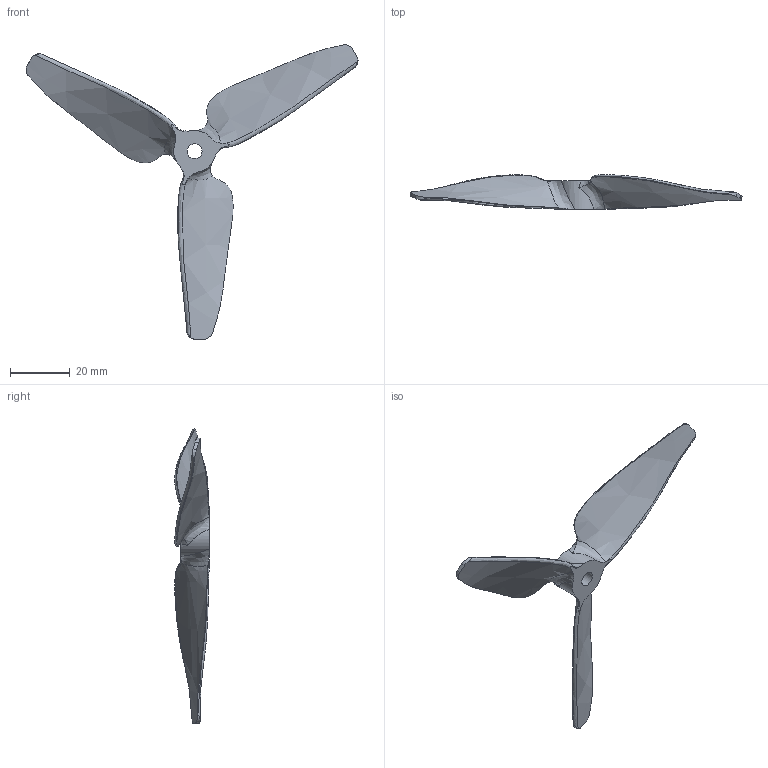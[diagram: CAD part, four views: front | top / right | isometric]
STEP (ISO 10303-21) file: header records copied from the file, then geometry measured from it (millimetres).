
FILE_DESCRIPTION(/* description */ (''),/* implementation_level */ '2;1');
FILE_NAME(/* name */ 'Propeller CW.step',/* time_stamp */ '2018-10-20T15:33:54+02:00',/* author */ (''),/* organization */ (''),/* preprocessor_version */ 'ST-DEVELOPER v17.2',/* originating_system */ 'Autodesk Translation Framework v7.6.0.251',/* authorisation */ '');
FILE_SCHEMA (('AUTOMOTIVE_DESIGN { 1 0 10303 214 3 1 1 }'));
Products named in the file (1): Propeller_V4 CW
Bounding box: 111.34 x 11.55 x 98.71 mm (x, y, z)
Volume: 4692.3 mm3; surface area: 6483 mm2
Topology: 1 solids, 1 shells, 75 faces, 210 edges, 140 vertices
Faces by surface type: bspline 60, plane 8, cylinder 7
Full cylindrical faces by diameter (mm): 5 x1
Entity records: 36904 total; most frequent: CARTESIAN_POINT 35415, ORIENTED_EDGE 420, EDGE_CURVE 210, B_SPLINE_CURVE_WITH_KNOTS 174, VERTEX_POINT 140, DIRECTION 103, EDGE_LOOP 80, FACE_OUTER_BOUND 75
